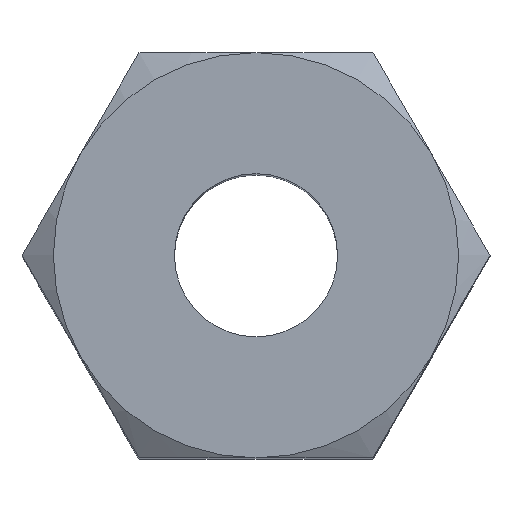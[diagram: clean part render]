
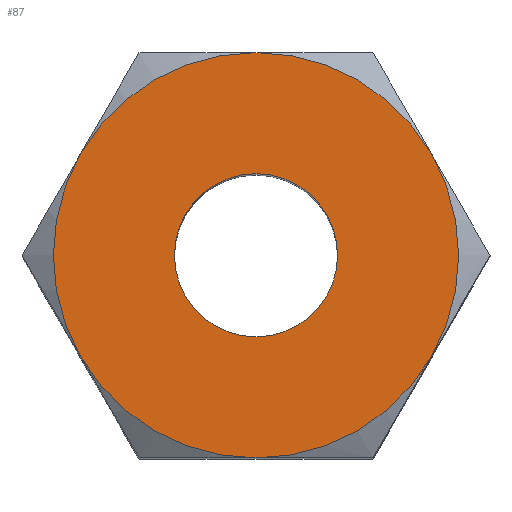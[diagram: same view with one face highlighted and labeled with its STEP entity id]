
A CAD part, top view. The second image highlights one B-rep face of the part: STEP entity #87.
In plain terms, the highlighted planar face has unit normal (0, 0, 1).
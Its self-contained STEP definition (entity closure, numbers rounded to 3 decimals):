
#87=ADVANCED_FACE('',(#169,#170),#171,.T.);
#169=FACE_OUTER_BOUND('',#245,.T.);
#170=FACE_BOUND('',#246,.T.);
#171=PLANE('',#247);
#245=EDGE_LOOP('',(#415,#416,#417,#418,#419,#420));
#246=EDGE_LOOP('',(#421,#422));
#247=AXIS2_PLACEMENT_3D('',#423,#424,#425);
#415=ORIENTED_EDGE('',*,*,#469,.T.);
#416=ORIENTED_EDGE('',*,*,#465,.T.);
#417=ORIENTED_EDGE('',*,*,#461,.T.);
#418=ORIENTED_EDGE('',*,*,#458,.T.);
#419=ORIENTED_EDGE('',*,*,#454,.T.);
#420=ORIENTED_EDGE('',*,*,#450,.T.);
#421=ORIENTED_EDGE('',*,*,#446,.T.);
#422=ORIENTED_EDGE('',*,*,#441,.T.);
#423=CARTESIAN_POINT('',(0.,0.,10.0));
#424=DIRECTION('',(0.0,0.0,1.0));
#425=DIRECTION('',(1.0,-0.0,0.0));
#441=EDGE_CURVE('',#514,#511,#515,.T.);
#446=EDGE_CURVE('',#511,#514,#521,.T.);
#450=EDGE_CURVE('',#524,#526,#528,.T.);
#454=EDGE_CURVE('',#531,#524,#534,.T.);
#458=EDGE_CURVE('',#537,#531,#540,.T.);
#461=EDGE_CURVE('',#544,#537,#545,.T.);
#465=EDGE_CURVE('',#550,#544,#551,.T.);
#469=EDGE_CURVE('',#526,#550,#556,.T.);
#511=VERTEX_POINT('',#610);
#514=VERTEX_POINT('',#614);
#515=CIRCLE('',#615,1.007);
#521=CIRCLE('',#622,1.007);
#524=VERTEX_POINT('',#625);
#526=VERTEX_POINT('',#636);
#528=CIRCLE('',#647,2.5);
#531=VERTEX_POINT('',#650);
#534=CIRCLE('',#671,2.5);
#537=VERTEX_POINT('',#674);
#540=CIRCLE('',#695,2.5);
#544=VERTEX_POINT('',#708);
#545=CIRCLE('',#709,2.5);
#550=VERTEX_POINT('',#732);
#551=CIRCLE('',#733,2.5);
#556=CIRCLE('',#756,2.5);
#610=CARTESIAN_POINT('',(-1.007,0.,10.0));
#614=CARTESIAN_POINT('',(1.006,0.,10.0));
#615=AXIS2_PLACEMENT_3D('',#933,#934,#935);
#622=AXIS2_PLACEMENT_3D('',#943,#944,#945);
#625=CARTESIAN_POINT('',(0.0,-2.5,10.0));
#636=CARTESIAN_POINT('',(2.165,-1.25,10.0));
#647=AXIS2_PLACEMENT_3D('',#946,#947,#948);
#650=CARTESIAN_POINT('',(-2.165,-1.25,10.0));
#671=AXIS2_PLACEMENT_3D('',#949,#950,#951);
#674=CARTESIAN_POINT('',(-2.165,1.25,10.0));
#695=AXIS2_PLACEMENT_3D('',#952,#953,#954);
#708=CARTESIAN_POINT('',(0.,2.5,10.0));
#709=AXIS2_PLACEMENT_3D('',#955,#956,#957);
#732=CARTESIAN_POINT('',(2.165,1.25,10.0));
#733=AXIS2_PLACEMENT_3D('',#958,#959,#960);
#756=AXIS2_PLACEMENT_3D('',#961,#962,#963);
#933=CARTESIAN_POINT('',(0.,0.,10.0));
#934=DIRECTION('',(0.0,0.0,-1.0));
#935=DIRECTION('',(1.0,0.0,0.0));
#943=CARTESIAN_POINT('',(0.,0.,10.0));
#944=DIRECTION('',(0.0,0.0,-1.0));
#945=DIRECTION('',(1.0,0.0,0.0));
#946=CARTESIAN_POINT('',(0.0,0.0,10.0));
#947=DIRECTION('',(0.0,0.0,1.0));
#948=DIRECTION('',(0.0,-1.0,0.0));
#949=CARTESIAN_POINT('',(0.0,0.0,10.0));
#950=DIRECTION('',(0.0,0.0,1.0));
#951=DIRECTION('',(0.0,-1.0,0.0));
#952=CARTESIAN_POINT('',(0.0,0.0,10.0));
#953=DIRECTION('',(0.0,0.0,1.0));
#954=DIRECTION('',(0.0,-1.0,0.0));
#955=CARTESIAN_POINT('',(0.0,0.0,10.0));
#956=DIRECTION('',(0.0,0.0,1.0));
#957=DIRECTION('',(0.0,-1.0,0.0));
#958=CARTESIAN_POINT('',(0.0,0.0,10.0));
#959=DIRECTION('',(0.0,0.0,1.0));
#960=DIRECTION('',(0.0,-1.0,0.0));
#961=CARTESIAN_POINT('',(0.0,0.0,10.0));
#962=DIRECTION('',(0.0,0.0,1.0));
#963=DIRECTION('',(0.0,-1.0,0.0));
